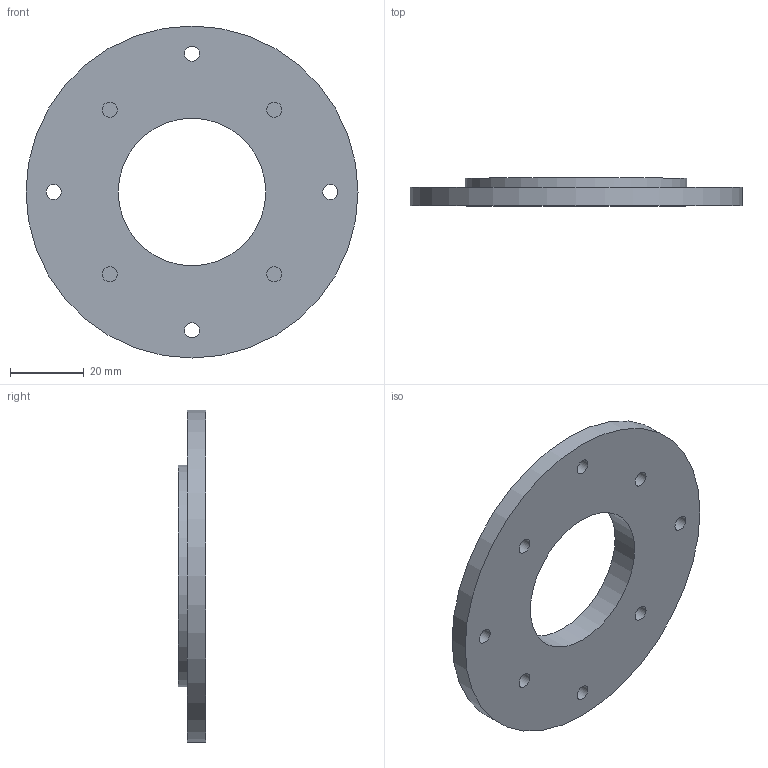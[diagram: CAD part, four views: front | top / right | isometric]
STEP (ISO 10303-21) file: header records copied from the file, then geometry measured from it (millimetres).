
FILE_DESCRIPTION(/* description */ (''),/* implementation_level */ '2;1');
FILE_NAME(/* name */ 'Pièce1.stp',/* time_stamp */ '2020-11-13T13:10:52+01:00',/* author */ ('antpo'),/* organization */ (''),/* preprocessor_version */ 'ST-DEVELOPER v18',/* originating_system */ 'Autodesk Inventor 2020',/* authorisation */ '');
FILE_SCHEMA (('AUTOMOTIVE_DESIGN { 1 0 10303 214 3 1 1 }'));
Length unit declared in the file: millimetre
Products named in the file (1): Pièce1
Bounding box: 90 x 7.5 x 90 mm (x, y, z)
Volume: 28969.2 mm3; surface area: 13397.8 mm2
Topology: 1 solids, 1 shells, 18 faces, 50 edges, 39 vertices
Faces by surface type: cylinder 11, plane 7
Full cylindrical faces by diameter (mm): 4.134 x8, 40 x1, 60 x1, 90 x1
Entity records: 690 total; most frequent: DIRECTION 127, CARTESIAN_POINT 108, ORIENTED_EDGE 100, AXIS2_PLACEMENT_3D 58, EDGE_CURVE 50, CIRCLE 39, VERTEX_POINT 39, EDGE_LOOP 33
